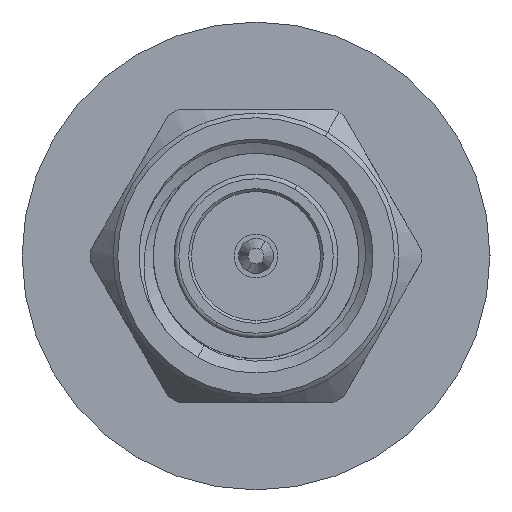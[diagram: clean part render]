
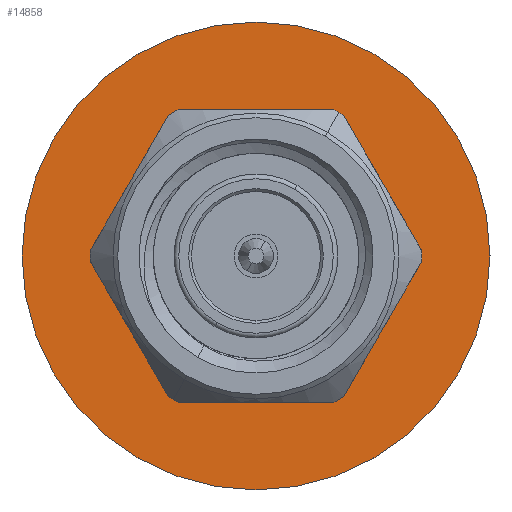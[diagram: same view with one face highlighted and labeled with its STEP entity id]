
A CAD part, left-side view. The second image highlights one B-rep face of the part: STEP entity #14858.
In plain terms, the highlighted planar face has unit normal (-1, 0, 0).
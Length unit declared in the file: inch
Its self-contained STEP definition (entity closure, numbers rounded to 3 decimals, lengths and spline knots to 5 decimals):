
#2465 = DIRECTION ( 'NONE',  ( 0., 0., 1. ) ) ;
#2608 = DIRECTION ( 'NONE',  ( 0., 0., -1. ) ) ;
#3282 = CARTESIAN_POINT ( 'NONE',  ( 0.34692, -0.0525, 0.09093 ) ) ;
#3637 = EDGE_LOOP ( 'NONE', ( #6567, #19229 ) ) ;
#3701 = DIRECTION ( 'NONE',  ( -1., 0., 0. ) ) ;
#4042 = VERTEX_POINT ( 'NONE', #20555 ) ;
#4275 = DIRECTION ( 'NONE',  ( 1., 0., 0. ) ) ;
#4480 = CARTESIAN_POINT ( 'NONE',  ( 0.34692, 0., 0. ) ) ;
#5045 = FACE_BOUND ( 'NONE', #11626, .T. ) ;
#5422 = DIRECTION ( 'NONE',  ( 0., 0., 1. ) ) ;
#6493 = CARTESIAN_POINT ( 'NONE',  ( 0.34692, 0.0525, -0.09093 ) ) ;
#6567 = ORIENTED_EDGE ( 'NONE', *, *, #14998, .F. ) ;
#6585 = AXIS2_PLACEMENT_3D ( 'NONE', #4480, #7912, #18085 ) ;
#6755 = EDGE_CURVE ( 'NONE', #17793, #17931, #12512, .T. ) ;
#6925 = EDGE_CURVE ( 'NONE', #4042, #8862, #8466, .T. ) ;
#7546 = PLANE ( 'NONE',  #8026 ) ;
#7912 = DIRECTION ( 'NONE',  ( 1., 0., 0. ) ) ;
#8026 = AXIS2_PLACEMENT_3D ( 'NONE', #18015, #11213, #2465 ) ;
#8466 = CIRCLE ( 'NONE', #16968, 0.25 ) ;
#8862 = VERTEX_POINT ( 'NONE', #14913 ) ;
#9624 = AXIS2_PLACEMENT_3D ( 'NONE', #10910, #21160, #14353 ) ;
#10910 = CARTESIAN_POINT ( 'NONE',  ( 0.34692, 0., 0. ) ) ;
#11170 = CIRCLE ( 'NONE', #9624, 0.105 ) ;
#11213 = DIRECTION ( 'NONE',  ( -1., 0., 0. ) ) ;
#11453 = CIRCLE ( 'NONE', #6585, 0.25 ) ;
#11626 = EDGE_LOOP ( 'NONE', ( #12429, #16397 ) ) ;
#12429 = ORIENTED_EDGE ( 'NONE', *, *, #6755, .F. ) ;
#12512 = CIRCLE ( 'NONE', #17268, 0.105 ) ;
#14353 = DIRECTION ( 'NONE',  ( 0., 0., 1. ) ) ;
#14858 = ADVANCED_FACE ( 'NONE', ( #5045, #19231 ), #7546, .T. ) ;
#14913 = CARTESIAN_POINT ( 'NONE',  ( 0.34692, 0., -0.25 ) ) ;
#14998 = EDGE_CURVE ( 'NONE', #8862, #4042, #11453, .T. ) ;
#16397 = ORIENTED_EDGE ( 'NONE', *, *, #19090, .F. ) ;
#16968 = AXIS2_PLACEMENT_3D ( 'NONE', #17874, #4275, #2608 ) ;
#17268 = AXIS2_PLACEMENT_3D ( 'NONE', #20912, #3701, #5422 ) ;
#17793 = VERTEX_POINT ( 'NONE', #6493 ) ;
#17874 = CARTESIAN_POINT ( 'NONE',  ( 0.34692, 0., 0. ) ) ;
#17931 = VERTEX_POINT ( 'NONE', #3282 ) ;
#18015 = CARTESIAN_POINT ( 'NONE',  ( 0.34692, 0.125, 0. ) ) ;
#18085 = DIRECTION ( 'NONE',  ( 0., 0., -1. ) ) ;
#19090 = EDGE_CURVE ( 'NONE', #17931, #17793, #11170, .T. ) ;
#19229 = ORIENTED_EDGE ( 'NONE', *, *, #6925, .F. ) ;
#19231 = FACE_OUTER_BOUND ( 'NONE', #3637, .T. ) ;
#20555 = CARTESIAN_POINT ( 'NONE',  ( 0.34692, 0., 0.25 ) ) ;
#20912 = CARTESIAN_POINT ( 'NONE',  ( 0.34692, 0., 0. ) ) ;
#21160 = DIRECTION ( 'NONE',  ( -1., 0., 0. ) ) ;
